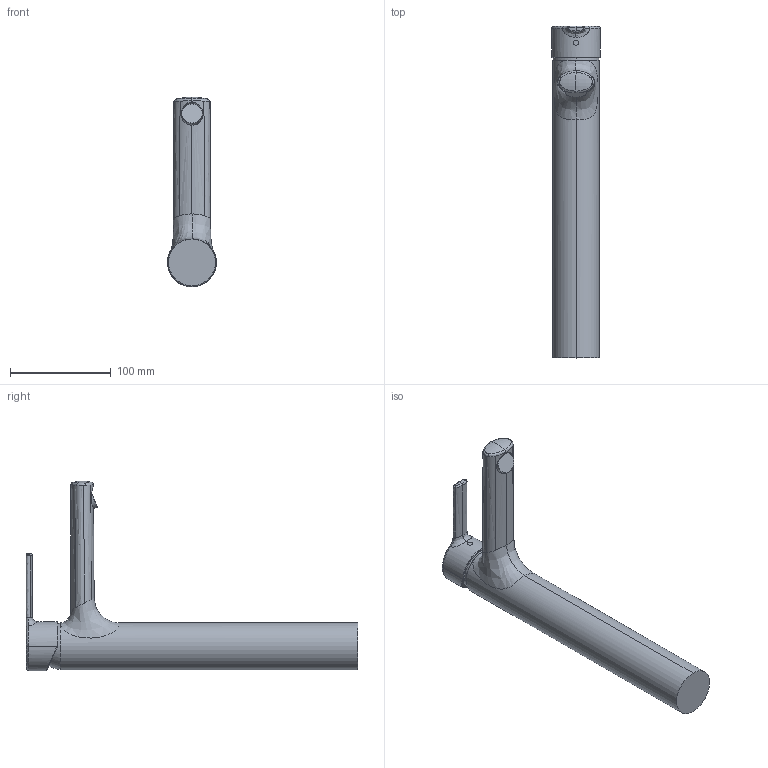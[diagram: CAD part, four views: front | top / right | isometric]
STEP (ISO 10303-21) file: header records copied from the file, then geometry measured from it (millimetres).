
FILE_DESCRIPTION (( 'STEP AP203' ), '1' );
FILE_NAME ('03032273.STEP', '2018-01-22T05:56:41', ( '' ), ( '' ), 'SwSTEP 2.0', 'SolidWorks 2016', '' );
FILE_SCHEMA (( 'CONFIG_CONTROL_DESIGN' ));
Length unit declared in the file: millimetre
Products named in the file (1): 03032273
Bounding box: 48.5 x 328.81 x 188.05 mm (x, y, z)
Volume: 666501.3 mm3; surface area: 68696.5 mm2
Topology: 1 solids, 1 shells, 73 faces, 178 edges, 105 vertices
Faces by surface type: bspline 57, cylinder 8, cone 4, torus 2, plane 2
Entity records: 8678 total; most frequent: CARTESIAN_POINT 7342, ORIENTED_EDGE 348, EDGE_CURVE 174, B_SPLINE_CURVE_WITH_KNOTS 125, VERTEX_POINT 105, DIRECTION 101, EDGE_LOOP 75, ADVANCED_FACE 73
